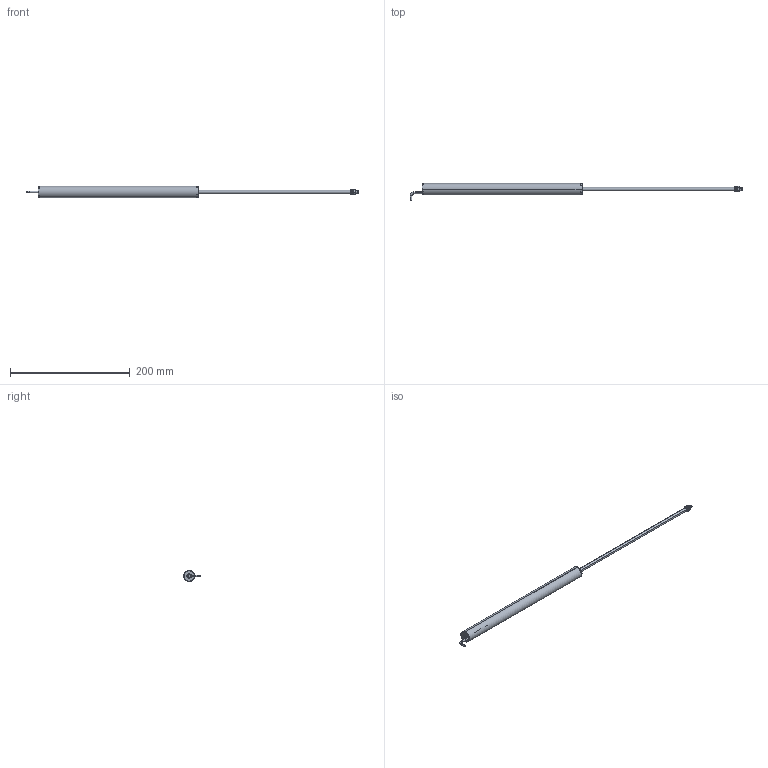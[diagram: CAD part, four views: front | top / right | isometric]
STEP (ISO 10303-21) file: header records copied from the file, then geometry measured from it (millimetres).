
FILE_DESCRIPTION (( 'STEP AP214' ), '1' );
FILE_NAME ('LZE19-250A-00-10S.STEP', '2022-03-08T15:54:13', ( '' ), ( '' ), 'SwSTEP 2.0', 'SolidWorks 2021', '' );
FILE_SCHEMA (( 'AUTOMOTIVE_DESIGN' ));
Length unit declared in the file: inch
Products named in the file (10): 3120-0007-ZY_with slot; 3120-0009-06_-10; 3120-0008-06_-10; 5500-0031; 3100-0076_B18.2.4.5M - Hex jam nut,  M5 x 0.8 --D-N; 5300-0002; 3120-0007-ZY; LZE19-250A-00-10S; 3120-0006-06_-10-0Y; 3300-0008-06_-10
Assembly tree (10 placements, depth 2):
  LZE19-250A-00-10S
    3120-0006-06_-10-0Y
    3300-0008-06_-10
    3120-0008-06_-10
    3120-0009-06_-10
    3120-0007-ZY_with slot
    3120-0007-ZY
    5500-0031
    5300-0002
    3100-0076_B18.2.4.5M - Hex jam nut,  M5 x 0.8 --D-N  x2
Bounding box: 553.53 x 28.49 x 19.05 mm (x, y, z)
Volume: 25707.6 mm3; surface area: 57146.4 mm2
Topology: 10 solids, 10 shells, 137 faces, 291 edges, 178 vertices
Faces by surface type: cone 49, cylinder 44, plane 42, bspline 2
Entity records: 3500 total; most frequent: CARTESIAN_POINT 605, DIRECTION 566, ORIENTED_EDGE 462, AXIS2_PLACEMENT_3D 241, EDGE_CURVE 231, VERTEX_POINT 144, EDGE_LOOP 125, CIRCLE 121
